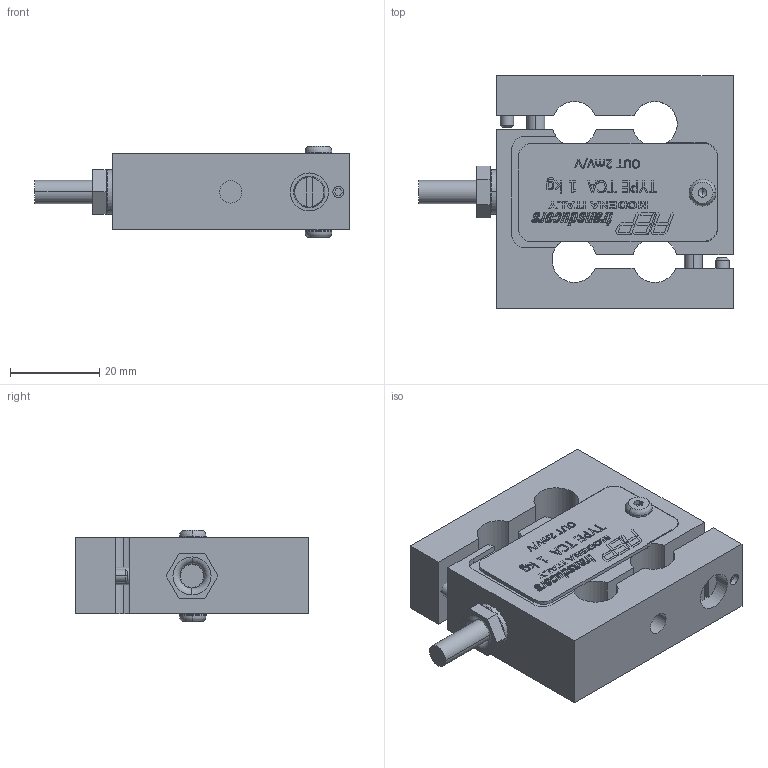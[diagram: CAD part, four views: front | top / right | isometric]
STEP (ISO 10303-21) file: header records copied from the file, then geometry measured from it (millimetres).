
FILE_DESCRIPTION(('STEP AP242'),'1');
FILE_NAME('TCA up to 5kg.stp','2022-01-21T09:57:30',(' '),(' '),'Spatial InterOp 3D',' ',' ');
FILE_SCHEMA(('AP242_MANAGED_MODEL_BASED_3D_ENGINEERING_MIM_LF {1 0 10303 442 1 1 4}'));
Length unit declared in the file: metre
Products named in the file (12): Complessivo; Cover; vite M3 L=6; Cover2; Closing exagon; Cable Ø5.2; HEXAGON SOCKET SET SCREWS M3x10 UNI5923; HEXAGON SOCKET SET SCREWS M3x10 UNI5923 Copy; TCA up to 5kg; vite M3 L=62; Body; Tension stop
Assembly tree (12 placements, depth 3):
  TCA up to 5kg
    Complessivo
      Cover
      vite M3 L=6
      Cover2
      Closing exagon
      Cable Ø5.2
      HEXAGON SOCKET SET SCREWS M3x10 UNI5923
      HEXAGON SOCKET SET SCREWS M3x10 UNI5923 Copy
    vite M3 L=62
    Body
    Tension stop  x2
Bounding box: 70.28 x 52 x 20.41 mm (x, y, z)
Volume: 38076.6 mm3; surface area: 19201.3 mm2
Topology: 11 solids, 16 shells, 1028 faces, 2691 edges, 1780 vertices
Faces by surface type: plane 704, extrusion 148, cylinder 125, cone 34, torus 10, bspline 6, sphere 1
Entity records: 34980 total; most frequent: CARTESIAN_POINT 10082, ORIENTED_EDGE 5258, DIRECTION 4479, EDGE_CURVE 2639, VECTOR 2109, LINE 1961, VERTEX_POINT 1748, AXIS2_PLACEMENT_3D 1185
